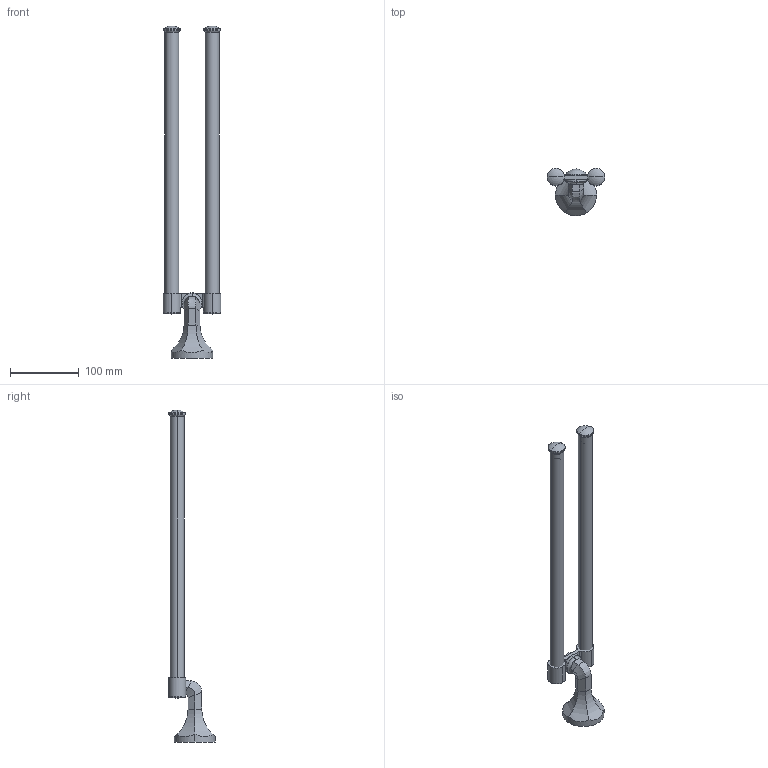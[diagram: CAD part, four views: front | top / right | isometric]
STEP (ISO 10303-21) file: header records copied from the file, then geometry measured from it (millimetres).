
FILE_DESCRIPTION (( 'STEP AP203' ), '1' );
FILE_NAME ('83210361-00.STEP', '2018-07-04T05:55:40', ( '' ), ( '' ), 'SwSTEP 2.0', 'SolidWorks 2017', '' );
FILE_SCHEMA (( 'CONFIG_CONTROL_DESIGN' ));
Length unit declared in the file: millimetre
Products named in the file (7): Stopfen-+-08.31.20.503.90_ _PDB_083120503-00; Planungsmodell_Scheibe-+-08.30.11.521.90-01; Planungsmodell_Kappe-+-08.30.30.501.94-01_ _K1_30x9,5_R18; Planungsmodell_Gelenk-+-08.17.50.501.94-01_ _K1; 83210361-00; Planungsmodell_Halter-+-08.17.36.508-01_-_K1; Planungsmodell_Rohr_gerade-+-28.568.780-10_ _K13_20x400
Assembly tree (8 placements, depth 2):
  83210361-00
    Planungsmodell_Halter-+-08.17.36.508-01_-_K1
    Planungsmodell_Rohr_gerade-+-28.568.780-10_ _K13_20x400  x2
    Stopfen-+-08.31.20.503.90_ _PDB_083120503-00  x2
    Planungsmodell_Scheibe-+-08.30.11.521.90-01
    Planungsmodell_Kappe-+-08.30.30.501.94-01_ _K1_30x9,5_R18
    Planungsmodell_Gelenk-+-08.17.50.501.94-01_ _K1
Bounding box: 84.5 x 68.5 x 484 mm (x, y, z)
Volume: 380568.3 mm3; surface area: 81777 mm2
Topology: 8 solids, 8 shells, 161 faces, 339 edges, 185 vertices
Faces by surface type: cylinder 58, torus 36, plane 35, cone 16, bspline 12, sphere 4
Entity records: 4688 total; most frequent: CARTESIAN_POINT 1232, DIRECTION 615, ORIENTED_EDGE 522, EDGE_CURVE 261, AXIS2_PLACEMENT_3D 260, VERTEX_POINT 149, CIRCLE 134, EDGE_LOOP 130
